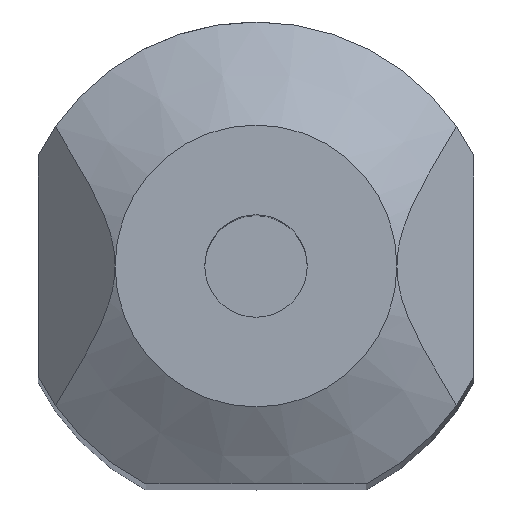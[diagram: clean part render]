
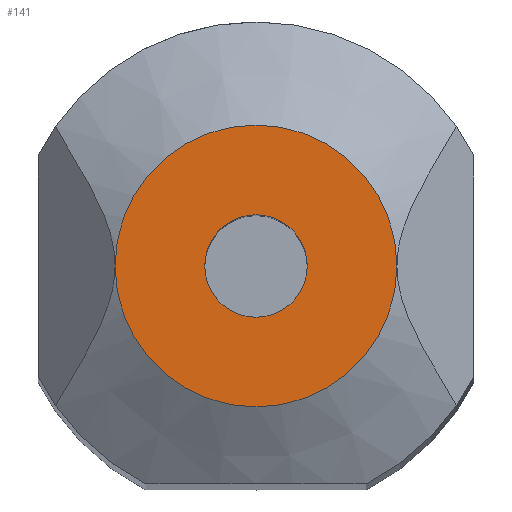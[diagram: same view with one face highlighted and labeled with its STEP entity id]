
A CAD part, top view. The second image highlights one B-rep face of the part: STEP entity #141.
In plain terms, the highlighted planar face has unit normal (0, 0, 1).
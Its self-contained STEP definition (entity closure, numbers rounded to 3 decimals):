
#54=FACE_BOUND('',#200,.T.);
#55=FACE_BOUND('',#201,.T.);
#141=ADVANCED_FACE('',(#54,#55),#159,.F.);
#159=PLANE('',#549);
#200=EDGE_LOOP('',(#266,#267));
#201=EDGE_LOOP('',(#268,#269));
#266=ORIENTED_EDGE('',*,*,#412,.F.);
#267=ORIENTED_EDGE('',*,*,#414,.F.);
#268=ORIENTED_EDGE('',*,*,#417,.T.);
#269=ORIENTED_EDGE('',*,*,#431,.T.);
#363=VERTEX_POINT('',#745);
#365=VERTEX_POINT('',#748);
#368=VERTEX_POINT('',#761);
#369=VERTEX_POINT('',#763);
#412=EDGE_CURVE('',#363,#365,#462,.T.);
#414=EDGE_CURVE('',#365,#363,#463,.T.);
#417=EDGE_CURVE('',#369,#368,#465,.T.);
#431=EDGE_CURVE('',#368,#369,#471,.T.);
#462=CIRCLE('',#534,2.);
#463=CIRCLE('',#535,2.);
#465=CIRCLE('',#538,5.5);
#471=CIRCLE('',#548,5.5);
#534=AXIS2_PLACEMENT_3D('',#747,#604,#605);
#535=AXIS2_PLACEMENT_3D('',#751,#607,#608);
#538=AXIS2_PLACEMENT_3D('',#762,#613,#614);
#548=AXIS2_PLACEMENT_3D('',#817,#634,#635);
#549=AXIS2_PLACEMENT_3D('',#818,#636,#637);
#604=DIRECTION('',(0.,0.,1.));
#605=DIRECTION('',(1.,0.,0.));
#607=DIRECTION('',(0.,0.,1.));
#608=DIRECTION('',(1.,0.,0.));
#613=DIRECTION('',(0.,0.,1.));
#614=DIRECTION('',(1.,0.,0.));
#634=DIRECTION('',(0.,0.,1.));
#635=DIRECTION('',(1.,0.,0.));
#636=DIRECTION('',(0.,0.,-1.));
#637=DIRECTION('',(1.,0.,0.));
#745=CARTESIAN_POINT('',(2.,0.,0.));
#747=CARTESIAN_POINT('',(0.,0.,0.));
#748=CARTESIAN_POINT('',(-2.,0.,0.));
#751=CARTESIAN_POINT('',(0.,0.,0.));
#761=CARTESIAN_POINT('',(5.5,0.,0.));
#762=CARTESIAN_POINT('',(0.,0.,0.));
#763=CARTESIAN_POINT('',(-5.5,0.,0.));
#817=CARTESIAN_POINT('',(0.,0.,0.));
#818=CARTESIAN_POINT('',(0.,0.,0.));
